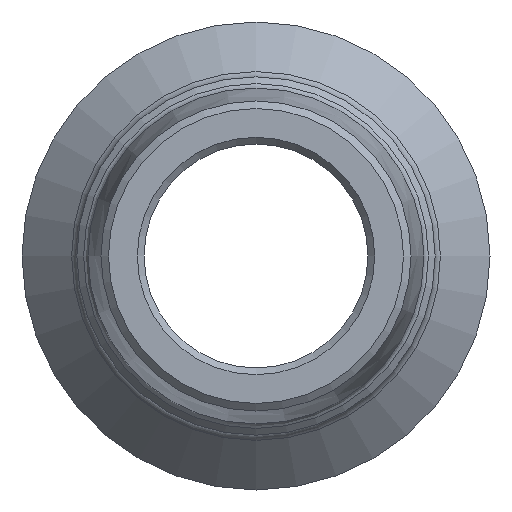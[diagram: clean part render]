
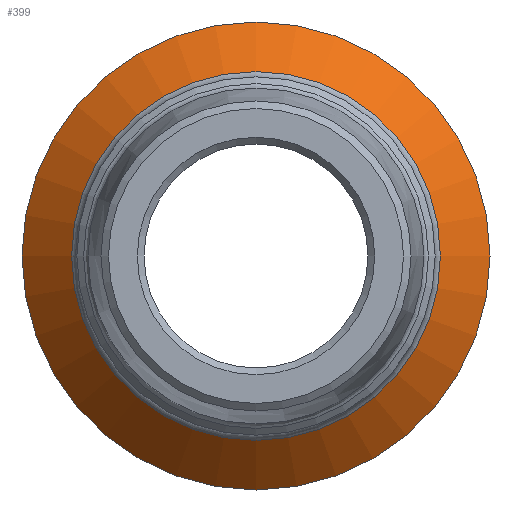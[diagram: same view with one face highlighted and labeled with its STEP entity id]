
A CAD part, left-side view. The second image highlights one B-rep face of the part: STEP entity #399.
In plain terms, the highlighted conical face has half-angle 45 degrees and reference radius 9.225 mm.
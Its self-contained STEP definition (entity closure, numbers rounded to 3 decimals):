
#27=CONICAL_SURFACE('',#453,9.225,0.785);
#39=LINE('',#694,#54);
#54=VECTOR('',#540,9.225);
#74=FACE_OUTER_BOUND('',#101,.T.);
#101=EDGE_LOOP('',(#285,#286,#287,#288,#289));
#134=CIRCLE('',#447,8.234);
#135=CIRCLE('',#448,8.234);
#139=CIRCLE('',#454,10.45);
#178=VERTEX_POINT('',#679);
#179=VERTEX_POINT('',#681);
#182=VERTEX_POINT('',#692);
#216=EDGE_CURVE('',#178,#179,#134,.T.);
#217=EDGE_CURVE('',#179,#178,#135,.T.);
#222=EDGE_CURVE('',#182,#182,#139,.T.);
#223=EDGE_CURVE('',#182,#179,#39,.T.);
#285=ORIENTED_EDGE('',*,*,#222,.F.);
#286=ORIENTED_EDGE('',*,*,#223,.T.);
#287=ORIENTED_EDGE('',*,*,#216,.F.);
#288=ORIENTED_EDGE('',*,*,#217,.F.);
#289=ORIENTED_EDGE('',*,*,#223,.F.);
#399=ADVANCED_FACE('',(#74),#27,.T.);
#447=AXIS2_PLACEMENT_3D('',#682,#523,#524);
#448=AXIS2_PLACEMENT_3D('',#683,#525,#526);
#453=AXIS2_PLACEMENT_3D('',#691,#536,#537);
#454=AXIS2_PLACEMENT_3D('',#693,#538,#539);
#523=DIRECTION('center_axis',(-1.,0.,0.));
#524=DIRECTION('ref_axis',(0.,-1.,0.));
#525=DIRECTION('center_axis',(-1.,0.,0.));
#526=DIRECTION('ref_axis',(0.,-1.,0.));
#536=DIRECTION('center_axis',(1.,0.,0.));
#537=DIRECTION('ref_axis',(0.,1.,0.));
#538=DIRECTION('center_axis',(1.,0.,0.));
#539=DIRECTION('ref_axis',(0.,0.,-1.));
#540=DIRECTION('',(-0.707,0.707,0.));
#679=CARTESIAN_POINT('',(-9.216,0.,8.234));
#681=CARTESIAN_POINT('',(-9.216,-8.234,0.));
#682=CARTESIAN_POINT('Origin',(-9.216,0.,0.));
#683=CARTESIAN_POINT('Origin',(-9.216,0.,0.));
#691=CARTESIAN_POINT('Origin',(-8.225,0.,0.));
#692=CARTESIAN_POINT('',(-7.,-10.45,0.));
#693=CARTESIAN_POINT('Origin',(-7.,0.,0.));
#694=CARTESIAN_POINT('',(-8.225,-9.225,0.));
